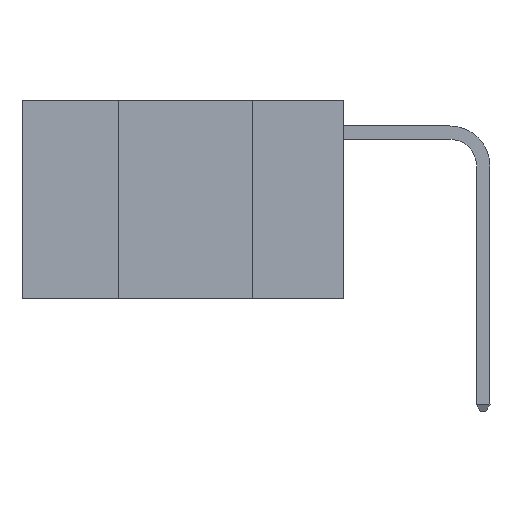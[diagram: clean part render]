
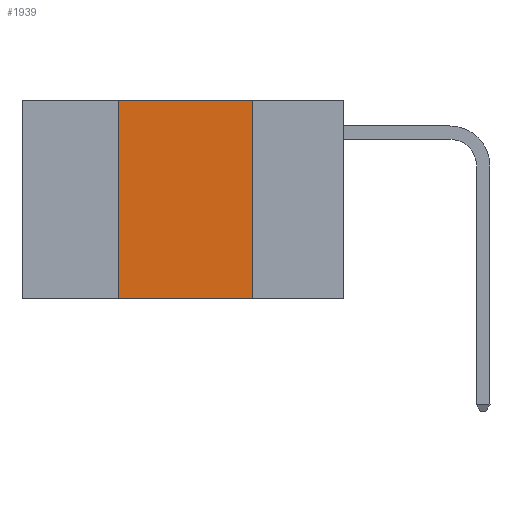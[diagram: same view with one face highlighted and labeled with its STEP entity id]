
A CAD part, left-side view. The second image highlights one B-rep face of the part: STEP entity #1939.
In plain terms, the highlighted planar face has unit normal (-1, 0, 0).
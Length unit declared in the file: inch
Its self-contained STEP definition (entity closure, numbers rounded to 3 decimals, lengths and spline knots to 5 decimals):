
#77 = CARTESIAN_POINT ( 'NONE',  ( 0., 0.6, 0. ) ) ;
#694 = CARTESIAN_POINT ( 'NONE',  ( 0., 0.17, -0.37 ) ) ;
#1651 = DIRECTION ( 'NONE',  ( 0., -1., 0. ) ) ;
#1825 = CARTESIAN_POINT ( 'NONE',  ( 0., 0.6, -0.37 ) ) ;
#1939 = ADVANCED_FACE ( 'NONE', ( #6675 ), #3925, .F. ) ;
#2249 = VECTOR ( 'NONE', #10936, 39.37008 ) ;
#2357 = DIRECTION ( 'NONE',  ( 1., 0., 0. ) ) ;
#3175 = VECTOR ( 'NONE', #4408, 39.37008 ) ;
#3925 = PLANE ( 'NONE',  #8104 ) ;
#4047 = VECTOR ( 'NONE', #1651, 39.37008 ) ;
#4408 = DIRECTION ( 'NONE',  ( 0., 0., 1. ) ) ;
#5432 = VERTEX_POINT ( 'NONE', #7933 ) ;
#5891 = LINE ( 'NONE', #11858, #3175 ) ;
#6675 = FACE_OUTER_BOUND ( 'NONE', #14562, .T. ) ;
#7578 = ORIENTED_EDGE ( 'NONE', *, *, #19426, .F. ) ;
#7699 = VERTEX_POINT ( 'NONE', #18372 ) ;
#7754 = DIRECTION ( 'NONE',  ( 0., 0., -1. ) ) ;
#7933 = CARTESIAN_POINT ( 'NONE',  ( 0., 0.42, 0. ) ) ;
#8104 = AXIS2_PLACEMENT_3D ( 'NONE', #8416, #2357, #14144 ) ;
#8416 = CARTESIAN_POINT ( 'NONE',  ( 0., 0.6, 0. ) ) ;
#9067 = LINE ( 'NONE', #77, #4047 ) ;
#10252 = ORIENTED_EDGE ( 'NONE', *, *, #10759, .F. ) ;
#10678 = VERTEX_POINT ( 'NONE', #11898 ) ;
#10759 = EDGE_CURVE ( 'NONE', #10678, #12758, #18131, .T. ) ;
#10936 = DIRECTION ( 'NONE',  ( 0., -1., 0. ) ) ;
#11724 = ORIENTED_EDGE ( 'NONE', *, *, #18827, .T. ) ;
#11858 = CARTESIAN_POINT ( 'NONE',  ( 0., 0.42, 0. ) ) ;
#11898 = CARTESIAN_POINT ( 'NONE',  ( 0., 0.17, 0. ) ) ;
#12049 = ORIENTED_EDGE ( 'NONE', *, *, #14747, .F. ) ;
#12180 = CARTESIAN_POINT ( 'NONE',  ( 0., 0.17, 0. ) ) ;
#12758 = VERTEX_POINT ( 'NONE', #694 ) ;
#13708 = VECTOR ( 'NONE', #7754, 39.37008 ) ;
#14144 = DIRECTION ( 'NONE',  ( 0., 0., -1. ) ) ;
#14562 = EDGE_LOOP ( 'NONE', ( #10252, #12049, #7578, #11724 ) ) ;
#14747 = EDGE_CURVE ( 'NONE', #5432, #10678, #9067, .T. ) ;
#15288 = LINE ( 'NONE', #1825, #2249 ) ;
#18131 = LINE ( 'NONE', #12180, #13708 ) ;
#18372 = CARTESIAN_POINT ( 'NONE',  ( 0., 0.42, -0.37 ) ) ;
#18827 = EDGE_CURVE ( 'NONE', #7699, #12758, #15288, .T. ) ;
#19426 = EDGE_CURVE ( 'NONE', #7699, #5432, #5891, .T. ) ;
